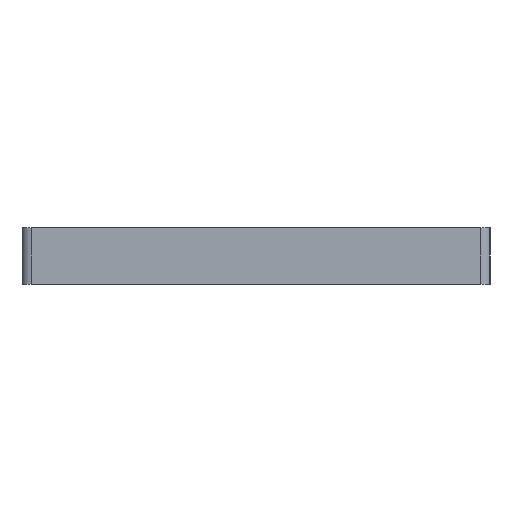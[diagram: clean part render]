
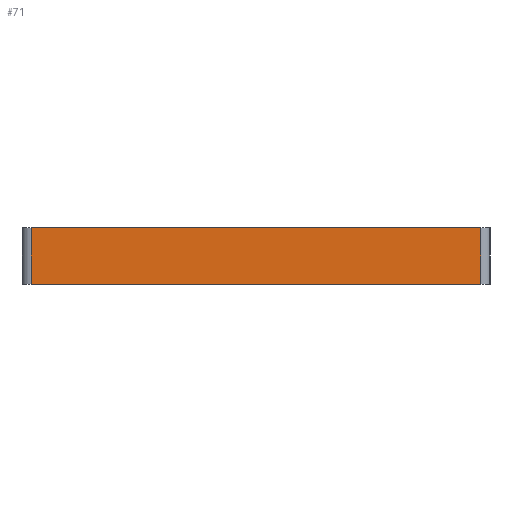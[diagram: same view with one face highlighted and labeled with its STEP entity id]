
A CAD part, left-side view. The second image highlights one B-rep face of the part: STEP entity #71.
In plain terms, the highlighted planar face has unit normal (-1, 0, 0).
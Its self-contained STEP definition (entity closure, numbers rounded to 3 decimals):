
#71=ADVANCED_FACE('',(#290),#292,.T.);
#290=FACE_BOUND('',#291,.T.);
#291=EDGE_LOOP('',(#486,#487,#488,#489));
#292=PLANE('',#293);
#293=AXIS2_PLACEMENT_3D('',#294,#295,#296);
#294=CARTESIAN_POINT('',(-47.,25.,0.));
#295=DIRECTION('',(-1.,0.,0.));
#296=DIRECTION('',(0.,-1.,0.));
#486=ORIENTED_EDGE('',*,*,#584,.T.);
#487=ORIENTED_EDGE('',*,*,#599,.F.);
#488=ORIENTED_EDGE('',*,*,#597,.F.);
#489=ORIENTED_EDGE('',*,*,#576,.T.);
#576=EDGE_CURVE('',#673,#670,#674,.T.);
#584=EDGE_CURVE('',#670,#688,#689,.T.);
#597=EDGE_CURVE('',#673,#708,#709,.T.);
#599=EDGE_CURVE('',#708,#688,#711,.T.);
#670=VERTEX_POINT('',#867);
#673=VERTEX_POINT('',#873);
#674=LINE('',#874,#875);
#688=VERTEX_POINT('',#908);
#689=LINE('',#909,#910);
#708=VERTEX_POINT('',#957);
#709=LINE('',#958,#959);
#711=LINE('',#965,#966);
#867=CARTESIAN_POINT('',(-47.,-24.,0.));
#873=CARTESIAN_POINT('',(-47.,24.,0.));
#874=CARTESIAN_POINT('',(-47.,24.,0.));
#875=VECTOR('',#876,1.);
#876=DIRECTION('',(0.,-1.,0.));
#908=CARTESIAN_POINT('',(-47.,-24.,6.));
#909=CARTESIAN_POINT('',(-47.,-24.,0.));
#910=VECTOR('',#911,1.);
#911=DIRECTION('',(0.,0.,1.));
#957=CARTESIAN_POINT('',(-47.,24.,6.));
#958=CARTESIAN_POINT('',(-47.,24.,0.));
#959=VECTOR('',#960,1.);
#960=DIRECTION('',(0.,0.,1.));
#965=CARTESIAN_POINT('',(-47.,24.,6.));
#966=VECTOR('',#967,1.);
#967=DIRECTION('',(0.,-1.,0.));
